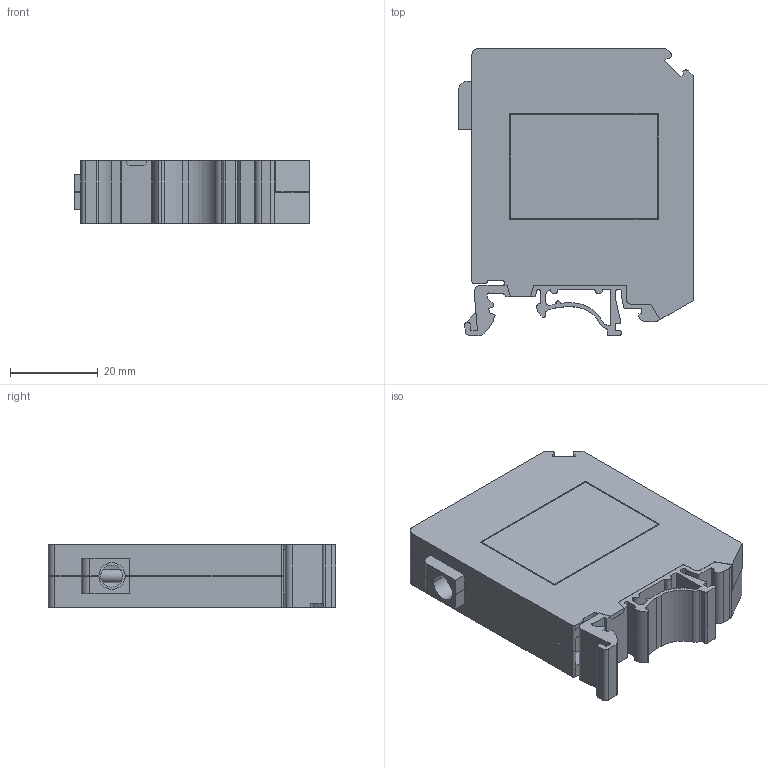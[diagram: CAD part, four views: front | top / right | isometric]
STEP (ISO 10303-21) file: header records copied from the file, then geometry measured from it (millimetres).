
FILE_DESCRIPTION(/* description */ ('Unknown'),/* implementation_level */ '2;1');
FILE_NAME(/* name */ 'LPT_335_3D',/* time_stamp */ '2021-08-04T13:35:26+05:00',/* author */ ('Unknown'),/* organization */ ('Unknown'),/* preprocessor_version */ 'ST-DEVELOPER v16.7',/* originating_system */ 'DEX',/* authorisation */ $);
FILE_SCHEMA (('AUTOMOTIVE_DESIGN {1 0 10303 214 3 1 1}'));
Length unit declared in the file: millimetre
Products named in the file (1): LPT_335_A 2
Bounding box: 53.5 x 65.6 x 14.35 mm (x, y, z)
Volume: 28370.7 mm3; surface area: 30200.8 mm2
Topology: 2 solids, 6 shells, 648 faces, 1833 edges, 1207 vertices
Faces by surface type: plane 494, cylinder 117, cone 20, torus 17
Full cylindrical faces by diameter (mm): 2.5 x8, 3 x2, 4.1 x3, 5 x1, 5.5 x1, 7.998 x2, 8 x6, 9 x5
Entity records: 21249 total; most frequent: CARTESIAN_POINT 3751, ORIENTED_EDGE 3474, DIRECTION 3291, EDGE_CURVE 1737, LINE 1417, VECTOR 1417, VERTEX_POINT 1175, AXIS2_PLACEMENT_3D 937
